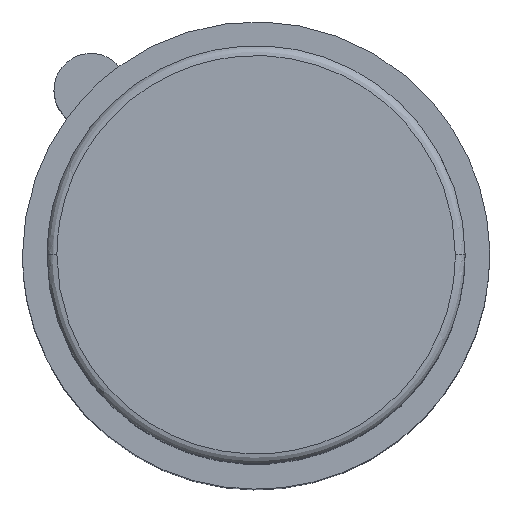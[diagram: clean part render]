
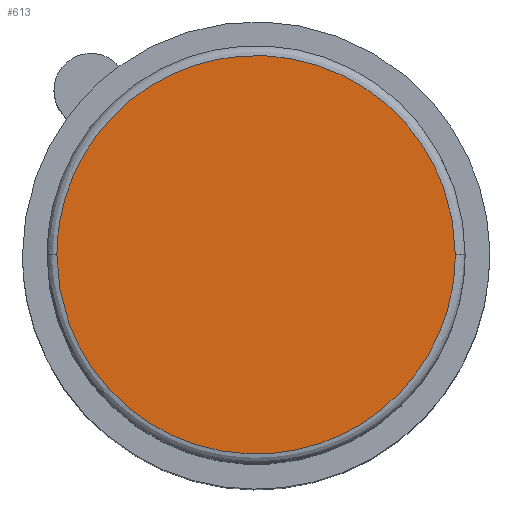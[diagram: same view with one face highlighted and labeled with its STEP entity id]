
A CAD part, top view. The second image highlights one B-rep face of the part: STEP entity #613.
In plain terms, the highlighted planar face has unit normal (0, 0, -1).
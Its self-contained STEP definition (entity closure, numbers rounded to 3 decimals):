
#613=ADVANCED_FACE('',(#897),#4045,.T.);
#897=FACE_OUTER_BOUND('',#1182,.T.);
#1182=EDGE_LOOP('',(#1530,#1531));
#1530=ORIENTED_EDGE('',*,*,#2751,.F.);
#1531=ORIENTED_EDGE('',*,*,#2739,.F.);
#2739=EDGE_CURVE('',#3670,#3677,#3376,.T.);
#2751=EDGE_CURVE('',#3677,#3670,#3388,.T.);
#3376=(
BOUNDED_CURVE()
B_SPLINE_CURVE(3,(#5264,#5265,#5266,#5267,#5268,#5269,#5270,#5271,#5272,
#5273,#5274,#5275,#5276,#5277,#5278,#5279,#5280,#5281,#5282,#5283,#5284,
#5285,#5286,#5287,#5288),.UNSPECIFIED.,.F.,.F.)
B_SPLINE_CURVE_WITH_KNOTS((4,3,3,3,3,3,3,3,4),(0.,1.527,3.181,
4.835,6.362,7.888,9.542,11.196,
12.723),.UNSPECIFIED.)
CURVE()
GEOMETRIC_REPRESENTATION_ITEM()
RATIONAL_B_SPLINE_CURVE((1.,1.,1.,1.,1.,1.,1.,1.,1.,1.,1.,
1.,1.,1.,1.,1.,1.,
1.,1.,1.,1.,1.,1.,1.,1.))
REPRESENTATION_ITEM('')
);
#3388=(
BOUNDED_CURVE()
B_SPLINE_CURVE(3,(#5372,#5373,#5374,#5375,#5376,#5377,#5378,#5379,#5380,
#5381,#5382,#5383,#5384,#5385,#5386,#5387,#5388,#5389,#5390,#5391,#5392,
#5393,#5394,#5395,#5396),.UNSPECIFIED.,.F.,.F.)
B_SPLINE_CURVE_WITH_KNOTS((4,3,3,3,3,3,3,3,4),(12.723,14.25,
15.904,17.558,19.085,20.611,22.265,
23.92,25.446),.UNSPECIFIED.)
CURVE()
GEOMETRIC_REPRESENTATION_ITEM()
RATIONAL_B_SPLINE_CURVE((1.,1.,1.,1.,1.,1.,1.,1.,
1.,1.,1.,1.,1.,
1.,1.,1.,1.,1.,1.,1.,1.,1.,1.,1.,1.))
REPRESENTATION_ITEM('')
);
#3670=VERTEX_POINT('',#5173);
#3677=VERTEX_POINT('',#5180);
#4045=PLANE('',#4285);
#4285=AXIS2_PLACEMENT_3D('',#4902,#4354,$);
#4354=DIRECTION('',(0.,0.,-1.));
#4902=CARTESIAN_POINT('',(-5.313,-5.313,19.9));
#5173=CARTESIAN_POINT('',(4.05,0.,19.9));
#5180=CARTESIAN_POINT('',(-4.05,0.,19.9));
#5264=CARTESIAN_POINT('',(4.05,0.,19.9));
#5265=CARTESIAN_POINT('',(4.05,0.509,19.9));
#5266=CARTESIAN_POINT('',(3.953,1.018,19.9));
#5267=CARTESIAN_POINT('',(3.766,1.491,19.9));
#5268=CARTESIAN_POINT('',(3.563,2.003,19.9));
#5269=CARTESIAN_POINT('',(3.254,2.474,19.9));
#5270=CARTESIAN_POINT('',(2.864,2.864,19.9));
#5271=CARTESIAN_POINT('',(2.474,3.254,19.9));
#5272=CARTESIAN_POINT('',(2.003,3.563,19.9));
#5273=CARTESIAN_POINT('',(1.491,3.766,19.9));
#5274=CARTESIAN_POINT('',(1.018,3.953,19.9));
#5275=CARTESIAN_POINT('',(0.509,4.05,19.9));
#5276=CARTESIAN_POINT('',(0.,4.05,19.9));
#5277=CARTESIAN_POINT('',(-0.509,4.05,19.9));
#5278=CARTESIAN_POINT('',(-1.018,3.953,19.9));
#5279=CARTESIAN_POINT('',(-1.491,3.766,19.9));
#5280=CARTESIAN_POINT('',(-2.003,3.563,19.9));
#5281=CARTESIAN_POINT('',(-2.474,3.254,19.9));
#5282=CARTESIAN_POINT('',(-2.864,2.864,19.9));
#5283=CARTESIAN_POINT('',(-3.254,2.474,19.9));
#5284=CARTESIAN_POINT('',(-3.563,2.003,19.9));
#5285=CARTESIAN_POINT('',(-3.766,1.491,19.9));
#5286=CARTESIAN_POINT('',(-3.953,1.018,19.9));
#5287=CARTESIAN_POINT('',(-4.05,0.509,19.9));
#5288=CARTESIAN_POINT('',(-4.05,0.,19.9));
#5372=CARTESIAN_POINT('',(-4.05,0.,19.9));
#5373=CARTESIAN_POINT('',(-4.05,-0.509,19.9));
#5374=CARTESIAN_POINT('',(-3.953,-1.018,19.9));
#5375=CARTESIAN_POINT('',(-3.766,-1.491,19.9));
#5376=CARTESIAN_POINT('',(-3.563,-2.003,19.9));
#5377=CARTESIAN_POINT('',(-3.254,-2.474,19.9));
#5378=CARTESIAN_POINT('',(-2.864,-2.864,19.9));
#5379=CARTESIAN_POINT('',(-2.474,-3.254,19.9));
#5380=CARTESIAN_POINT('',(-2.003,-3.563,19.9));
#5381=CARTESIAN_POINT('',(-1.491,-3.766,19.9));
#5382=CARTESIAN_POINT('',(-1.018,-3.953,19.9));
#5383=CARTESIAN_POINT('',(-0.509,-4.05,19.9));
#5384=CARTESIAN_POINT('',(0.,-4.05,19.9));
#5385=CARTESIAN_POINT('',(0.509,-4.05,19.9));
#5386=CARTESIAN_POINT('',(1.018,-3.953,19.9));
#5387=CARTESIAN_POINT('',(1.491,-3.766,19.9));
#5388=CARTESIAN_POINT('',(2.003,-3.563,19.9));
#5389=CARTESIAN_POINT('',(2.474,-3.254,19.9));
#5390=CARTESIAN_POINT('',(2.864,-2.864,19.9));
#5391=CARTESIAN_POINT('',(3.254,-2.474,19.9));
#5392=CARTESIAN_POINT('',(3.563,-2.003,19.9));
#5393=CARTESIAN_POINT('',(3.766,-1.491,19.9));
#5394=CARTESIAN_POINT('',(3.953,-1.018,19.9));
#5395=CARTESIAN_POINT('',(4.05,-0.509,19.9));
#5396=CARTESIAN_POINT('',(4.05,0.,19.9));
